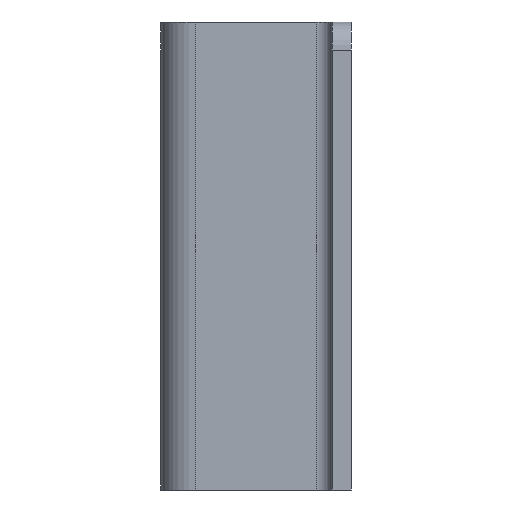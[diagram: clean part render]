
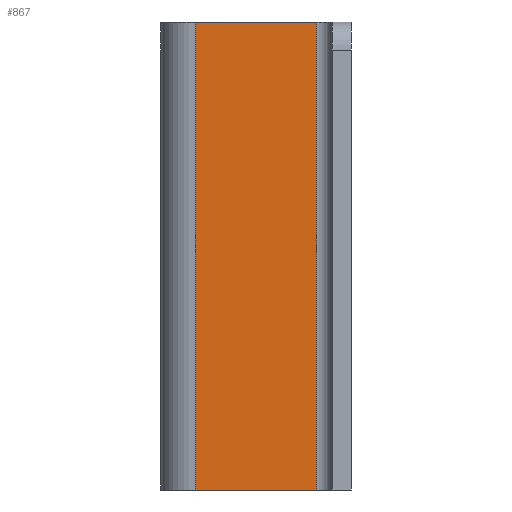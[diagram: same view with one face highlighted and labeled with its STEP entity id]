
A CAD part, front view. The second image highlights one B-rep face of the part: STEP entity #867.
In plain terms, the highlighted planar face has unit normal (0, -1, 0).
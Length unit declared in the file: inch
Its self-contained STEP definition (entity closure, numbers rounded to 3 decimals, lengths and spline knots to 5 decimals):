
#132=DIRECTION('',(0.,0.,-1.));
#133=VECTOR('',#132,1.5);
#134=CARTESIAN_POINT('',(0.438,-0.062,0.75));
#135=LINE('',#134,#133);
#285=DIRECTION('',(0.,0.,1.));
#286=VECTOR('',#285,1.5);
#287=CARTESIAN_POINT('',(0.05,-0.062,-0.75));
#288=LINE('',#287,#286);
#303=DIRECTION('',(1.,0.,0.));
#304=VECTOR('',#303,0.388);
#305=CARTESIAN_POINT('',(0.05,-0.062,0.75));
#306=LINE('',#305,#304);
#307=DIRECTION('',(-1.,0.,0.));
#308=VECTOR('',#307,0.388);
#309=CARTESIAN_POINT('',(0.438,-0.062,-0.75));
#310=LINE('',#309,#308);
#319=CARTESIAN_POINT('',(0.05,-0.062,-0.75));
#320=CARTESIAN_POINT('',(0.05,-0.062,0.75));
#321=VERTEX_POINT('',#319);
#322=VERTEX_POINT('',#320);
#333=CARTESIAN_POINT('',(0.438,-0.062,-0.75));
#334=VERTEX_POINT('',#333);
#335=CARTESIAN_POINT('',(0.438,-0.062,0.75));
#336=VERTEX_POINT('',#335);
#856=CARTESIAN_POINT('',(0.,-0.062,0.3936));
#857=DIRECTION('',(0.,1.,0.));
#858=DIRECTION('',(0.,0.,1.));
#859=AXIS2_PLACEMENT_3D('',#856,#857,#858);
#860=PLANE('',#859);
#861=ORIENTED_EDGE('',*,*,#578,.T.);
#862=ORIENTED_EDGE('',*,*,#608,.T.);
#863=ORIENTED_EDGE('',*,*,#811,.T.);
#864=ORIENTED_EDGE('',*,*,#848,.T.);
#865=EDGE_LOOP('',(#861,#862,#863,#864));
#866=FACE_OUTER_BOUND('',#865,.F.);
#867=ADVANCED_FACE('',(#866),#860,.F.);
#578=EDGE_CURVE('',#322,#336,#306,.T.);
#608=EDGE_CURVE('',#336,#334,#135,.T.);
#811=EDGE_CURVE('',#334,#321,#310,.T.);
#848=EDGE_CURVE('',#321,#322,#288,.T.);
